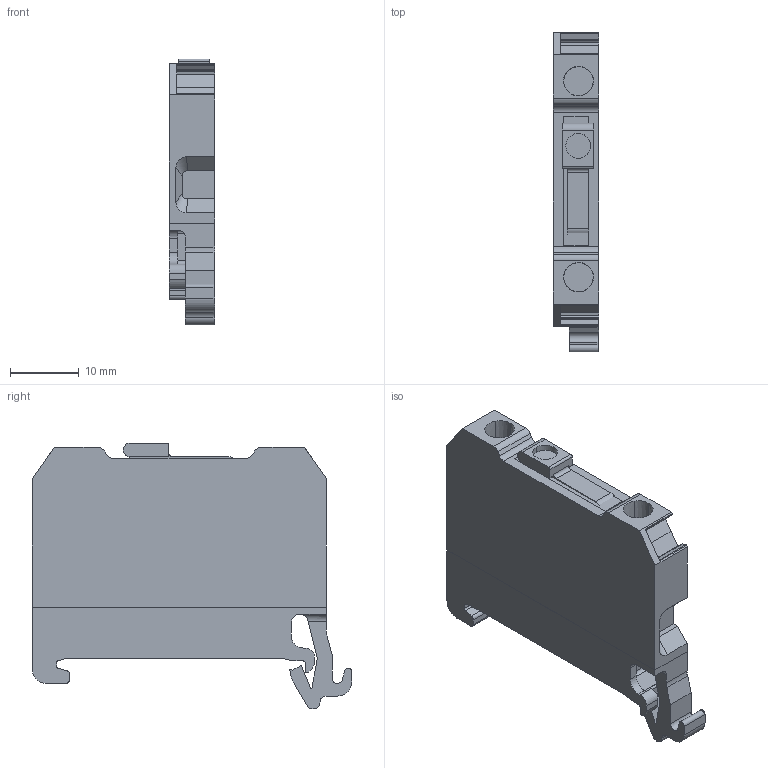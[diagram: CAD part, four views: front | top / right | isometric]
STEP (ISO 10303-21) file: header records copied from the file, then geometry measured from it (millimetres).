
FILE_DESCRIPTION(('CATIA V5 STEP Exchange','CAx-IF Rec.Pracs.--- Model Styling and Organization---1.5--- 2016-08-15','CAx-IF Rec.Pracs.---Supplemental Geometry---1.0---2011-11-01','CAx-IF Rec.Pracs.--- Composite Materials ---1.1---2010-07-15'),'2;1');
FILE_NAME ('001127-2_0', '2025-09-19T07:17:12+00:00', ('none'), ('Weidmueller'), 'CATIA Version 5-6 Release 2024 SP4', 'CATIA V5 STEP AP214 v3', 'none');
FILE_SCHEMA(('AUTOMOTIVE_DESIGN { 1 0 10303 214 1 1 1 1 }'));
Length unit declared in the file: millimetre
Products named in the file (1): SAKR/35_AllCATPart
Bounding box: 6.63 x 46.42 x 38.66 mm (x, y, z)
Volume: 8335.4 mm3; surface area: 5259.5 mm2
Topology: 3 solids, 3 shells, 206 faces, 573 edges, 379 vertices
Faces by surface type: plane 119, cylinder 55, bspline 20, extrusion 8, cone 2, torus 2
Entity records: 6932 total; most frequent: CARTESIAN_POINT 1890, ORIENTED_EDGE 1146, DIRECTION 833, EDGE_CURVE 573, VECTOR 405, LINE 397, VERTEX_POINT 379, AXIS2_PLACEMENT_3D 268
